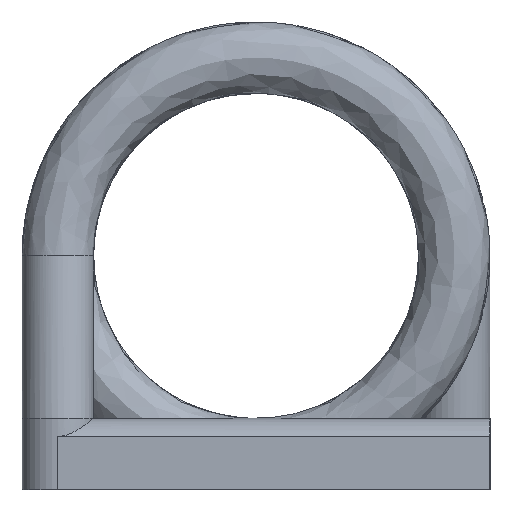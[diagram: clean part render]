
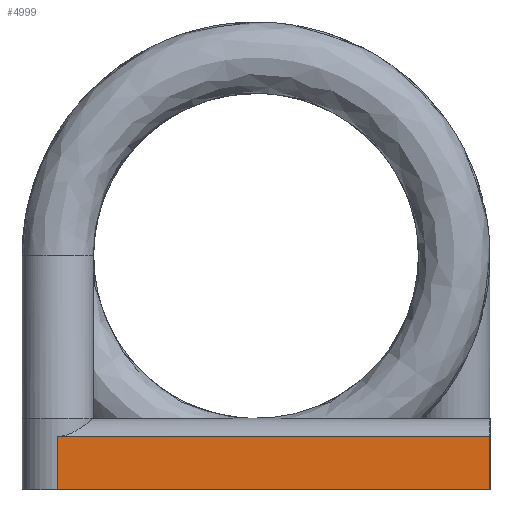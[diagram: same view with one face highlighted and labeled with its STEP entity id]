
A CAD part, left-side view. The second image highlights one B-rep face of the part: STEP entity #4999.
In plain terms, the highlighted planar face has unit normal (-1, 0, 0).
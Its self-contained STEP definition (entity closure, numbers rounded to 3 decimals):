
#4470=DIRECTION('',(0.,1.,0.));
#4772=VERTEX_POINT('',#4773);
#4773=CARTESIAN_POINT('',(-6.353,-3.745,0.859));
#4782=VECTOR('',#4470,1.);
#4790=CARTESIAN_POINT('',(-6.353,3.173,0.859));
#4853=VERTEX_POINT('',#4790);
#4855=EDGE_CURVE('',#4772,#4853,#4856,.T.);
#4856=LINE('',#4773,#4782);
#4883=ORIENTED_EDGE('',*,*,#4884,.T.);
#4884=EDGE_CURVE('',#4853,#4885,#4887,.T.);
#4885=VERTEX_POINT('',#4886);
#4886=CARTESIAN_POINT('',(-6.353,3.173,0.));
#4887=LINE('',#4790,#4888);
#4888=VECTOR('',#4889,1.);
#4889=DIRECTION('',(0.,0.,-1.));
#4987=EDGE_CURVE('',#4772,#4988,#4990,.T.);
#4988=VERTEX_POINT('',#4989);
#4989=CARTESIAN_POINT('',(-6.353,-3.745,0.));
#4990=LINE('',#4773,#4888);
#4999=ADVANCED_FACE('',(#5000),#5007,.T.);
#5000=FACE_BOUND('',#5001,.T.);
#5001=EDGE_LOOP('',(#5002,#4883,#5003,#5006));
#5002=ORIENTED_EDGE('',*,*,#4855,.T.);
#5003=ORIENTED_EDGE('',*,*,#5004,.F.);
#5004=EDGE_CURVE('',#4988,#4885,#5005,.T.);
#5005=LINE('',#4989,#4782);
#5006=ORIENTED_EDGE('',*,*,#4987,.F.);
#5007=PLANE('',#5008);
#5008=AXIS2_PLACEMENT_3D('',#4773,#5009,#4889);
#5009=DIRECTION('',(-1.,0.,0.));
